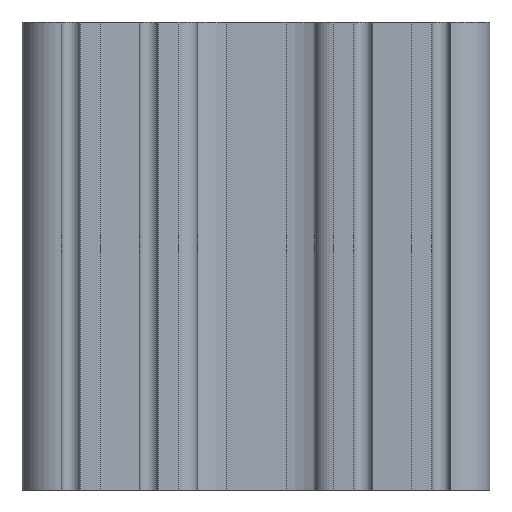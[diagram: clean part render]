
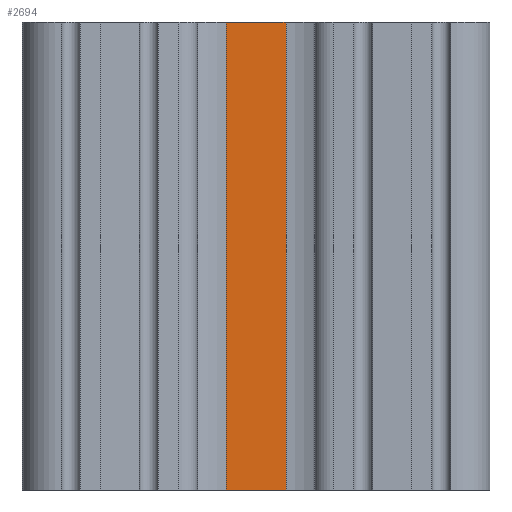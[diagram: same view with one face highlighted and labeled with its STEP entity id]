
A CAD part, left-side view. The second image highlights one B-rep face of the part: STEP entity #2694.
In plain terms, the highlighted planar face has unit normal (-1, 0, 0).
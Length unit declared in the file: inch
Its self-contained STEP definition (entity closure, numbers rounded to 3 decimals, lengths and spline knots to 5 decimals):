
#2636=CARTESIAN_POINT('',(0.94997,3.36343,-1.0));
#2637=VERTEX_POINT('',#2636);
#2645=CARTESIAN_POINT('',(0.94997,3.36343,0.0));
#2646=VERTEX_POINT('',#2645);
#2647=CARTESIAN_POINT('',(0.94997,3.36343,0.0));
#2648=DIRECTION('',(0.0,0.0,-1.0));
#2649=VECTOR('',#2648,1.0);
#2650=LINE('',#2647,#2649);
#2651=EDGE_CURVE('',#2646,#2637,#2650,.T.);
#2664=CARTESIAN_POINT('',(0.94997,3.36343,0.0));
#2665=DIRECTION('',(-1.0,0.0,0.0));
#2666=DIRECTION('',(0.0,0.0,1.0));
#2667=AXIS2_PLACEMENT_3D('',#2664,#2665,#2666);
#2668=PLANE('',#2667);
#2669=CARTESIAN_POINT('',(0.94997,3.23569,-1.0));
#2670=VERTEX_POINT('',#2669);
#2671=CARTESIAN_POINT('',(0.94997,3.36343,-1.0));
#2672=DIRECTION('',(0.0,-1.0,0.0));
#2673=VECTOR('',#2672,0.12774);
#2674=LINE('',#2671,#2673);
#2675=EDGE_CURVE('',#2637,#2670,#2674,.T.);
#2676=ORIENTED_EDGE('',*,*,#2675,.T.);
#2677=CARTESIAN_POINT('',(0.94997,3.23569,0.0));
#2678=VERTEX_POINT('',#2677);
#2679=CARTESIAN_POINT('',(0.94997,3.23569,0.0));
#2680=DIRECTION('',(0.0,0.0,-1.0));
#2681=VECTOR('',#2680,1.0);
#2682=LINE('',#2679,#2681);
#2683=EDGE_CURVE('',#2678,#2670,#2682,.T.);
#2684=ORIENTED_EDGE('',*,*,#2683,.F.);
#2685=CARTESIAN_POINT('',(0.94997,3.36343,0.0));
#2686=DIRECTION('',(0.0,-1.0,0.0));
#2687=VECTOR('',#2686,0.12774);
#2688=LINE('',#2685,#2687);
#2689=EDGE_CURVE('',#2646,#2678,#2688,.T.);
#2690=ORIENTED_EDGE('',*,*,#2689,.F.);
#2691=ORIENTED_EDGE('',*,*,#2651,.T.);
#2692=EDGE_LOOP('',(#2676,#2684,#2690,#2691));
#2693=FACE_OUTER_BOUND('',#2692,.T.);
#2694=ADVANCED_FACE('',(#2693),#2668,.T.);
